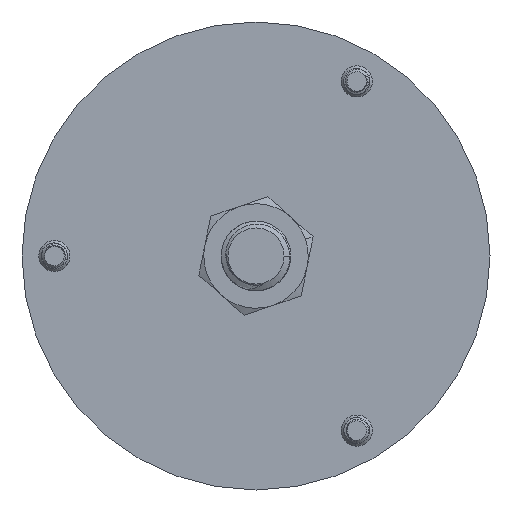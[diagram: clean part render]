
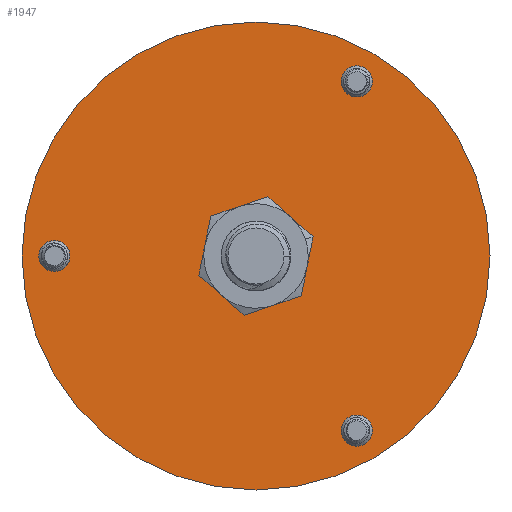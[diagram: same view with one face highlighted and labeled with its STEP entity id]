
A CAD part, front view. The second image highlights one B-rep face of the part: STEP entity #1947.
In plain terms, the highlighted planar face has unit normal (0, -1, 0).
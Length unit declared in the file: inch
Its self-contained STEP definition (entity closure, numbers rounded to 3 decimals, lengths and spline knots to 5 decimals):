
#181 = DIRECTION ( 'NONE',  ( 0., 1., 0. ) ) ;
#540 = CARTESIAN_POINT ( 'NONE',  ( -1.823, 0., 0.1405 ) ) ;
#659 = EDGE_CURVE ( 'NONE', #2794, #781, #11920, .T. ) ;
#704 = CARTESIAN_POINT ( 'NONE',  ( 0., 0., -0.32 ) ) ;
#781 = VERTEX_POINT ( 'NONE', #1767 ) ;
#782 = EDGE_CURVE ( 'NONE', #5378, #5716, #10586, .T. ) ;
#975 = AXIS2_PLACEMENT_3D ( 'NONE', #15629, #7657, #14063 ) ;
#1378 = CARTESIAN_POINT ( 'NONE',  ( 0., 0., -2.116 ) ) ;
#1485 = AXIS2_PLACEMENT_3D ( 'NONE', #6634, #181, #14715 ) ;
#1767 = CARTESIAN_POINT ( 'NONE',  ( 0.9115, 0., -1.71926 ) ) ;
#1789 = CIRCLE ( 'NONE', #13581, 2.116 ) ;
#1837 = CARTESIAN_POINT ( 'NONE',  ( 0.9115, 0., 1.57876 ) ) ;
#1886 = CARTESIAN_POINT ( 'NONE',  ( 0., 0., 0. ) ) ;
#1947 = ADVANCED_FACE ( 'NONE', ( #12570, #4658, #11090, #4455, #4560 ), #17487, .F. ) ;
#2476 = DIRECTION ( 'NONE',  ( 0., 0., 1. ) ) ;
#2576 = CARTESIAN_POINT ( 'NONE',  ( 0., 0., 0. ) ) ;
#2794 = VERTEX_POINT ( 'NONE', #18014 ) ;
#3005 = CIRCLE ( 'NONE', #975, 0.1405 ) ;
#3105 = DIRECTION ( 'NONE',  ( 0., 1., 0. ) ) ;
#3158 = EDGE_LOOP ( 'NONE', ( #16751, #13404 ) ) ;
#3527 = DIRECTION ( 'NONE',  ( 0., 1., 0. ) ) ;
#3625 = DIRECTION ( 'NONE',  ( 0., 0., 1. ) ) ;
#4307 = CIRCLE ( 'NONE', #13722, 0.1405 ) ;
#4455 = FACE_BOUND ( 'NONE', #15318, .T. ) ;
#4560 = FACE_OUTER_BOUND ( 'NONE', #3158, .T. ) ;
#4658 = FACE_BOUND ( 'NONE', #6176, .T. ) ;
#4835 = CARTESIAN_POINT ( 'NONE',  ( 0.9115, 0., -1.57876 ) ) ;
#4858 = DIRECTION ( 'NONE',  ( 0., 0., 1. ) ) ;
#4864 = AXIS2_PLACEMENT_3D ( 'NONE', #4835, #15494, #7808 ) ;
#5204 = ORIENTED_EDGE ( 'NONE', *, *, #14209, .T. ) ;
#5276 = CARTESIAN_POINT ( 'NONE',  ( -1.823, 0., -0.1405 ) ) ;
#5378 = VERTEX_POINT ( 'NONE', #12330 ) ;
#5594 = ORIENTED_EDGE ( 'NONE', *, *, #659, .T. ) ;
#5716 = VERTEX_POINT ( 'NONE', #704 ) ;
#6176 = EDGE_LOOP ( 'NONE', ( #5594, #19364 ) ) ;
#6385 = CARTESIAN_POINT ( 'NONE',  ( 0., 0., 0. ) ) ;
#6447 = EDGE_CURVE ( 'NONE', #16024, #9241, #1789, .T. ) ;
#6634 = CARTESIAN_POINT ( 'NONE',  ( 0., 0., 0. ) ) ;
#6863 = CIRCLE ( 'NONE', #11556, 2.116 ) ;
#7279 = DIRECTION ( 'NONE',  ( 0., 0., 1. ) ) ;
#7657 = DIRECTION ( 'NONE',  ( 0., 1., 0. ) ) ;
#7808 = DIRECTION ( 'NONE',  ( 0., 0., 1. ) ) ;
#7895 = AXIS2_PLACEMENT_3D ( 'NONE', #19777, #16627, #7279 ) ;
#8521 = EDGE_LOOP ( 'NONE', ( #13696, #11836 ) ) ;
#8937 = EDGE_CURVE ( 'NONE', #10536, #16409, #18430, .T. ) ;
#9023 = DIRECTION ( 'NONE',  ( 0., 0., 1. ) ) ;
#9222 = DIRECTION ( 'NONE',  ( 0., 0., 1. ) ) ;
#9241 = VERTEX_POINT ( 'NONE', #1378 ) ;
#10034 = CIRCLE ( 'NONE', #18078, 0.1405 ) ;
#10066 = EDGE_CURVE ( 'NONE', #16409, #10536, #3005, .T. ) ;
#10270 = ORIENTED_EDGE ( 'NONE', *, *, #14809, .T. ) ;
#10379 = DIRECTION ( 'NONE',  ( 0., 1., 0. ) ) ;
#10536 = VERTEX_POINT ( 'NONE', #19809 ) ;
#10586 = CIRCLE ( 'NONE', #1485, 0.32 ) ;
#10785 = DIRECTION ( 'NONE',  ( 0., 1., 0. ) ) ;
#10798 = CARTESIAN_POINT ( 'NONE',  ( -1.823, 0., 0. ) ) ;
#11090 = FACE_BOUND ( 'NONE', #8521, .T. ) ;
#11556 = AXIS2_PLACEMENT_3D ( 'NONE', #2576, #16893, #2476 ) ;
#11583 = ORIENTED_EDGE ( 'NONE', *, *, #782, .T. ) ;
#11836 = ORIENTED_EDGE ( 'NONE', *, *, #8937, .T. ) ;
#11920 = CIRCLE ( 'NONE', #4864, 0.1405 ) ;
#12330 = CARTESIAN_POINT ( 'NONE',  ( 0., 0., 0.32 ) ) ;
#12570 = FACE_BOUND ( 'NONE', #16325, .T. ) ;
#13252 = CIRCLE ( 'NONE', #7895, 0.1405 ) ;
#13404 = ORIENTED_EDGE ( 'NONE', *, *, #6447, .F. ) ;
#13581 = AXIS2_PLACEMENT_3D ( 'NONE', #6385, #3105, #17719 ) ;
#13696 = ORIENTED_EDGE ( 'NONE', *, *, #10066, .T. ) ;
#13722 = AXIS2_PLACEMENT_3D ( 'NONE', #14107, #20304, #20519 ) ;
#13755 = AXIS2_PLACEMENT_3D ( 'NONE', #1886, #16519, #4858 ) ;
#13838 = CARTESIAN_POINT ( 'NONE',  ( 0., 0., 0. ) ) ;
#14063 = DIRECTION ( 'NONE',  ( 0., 0., 1. ) ) ;
#14078 = AXIS2_PLACEMENT_3D ( 'NONE', #1837, #3527, #3625 ) ;
#14107 = CARTESIAN_POINT ( 'NONE',  ( -1.823, 0., 0. ) ) ;
#14209 = EDGE_CURVE ( 'NONE', #20376, #20123, #4307, .T. ) ;
#14715 = DIRECTION ( 'NONE',  ( 0., 0., 1. ) ) ;
#14809 = EDGE_CURVE ( 'NONE', #20123, #20376, #10034, .T. ) ;
#15160 = CARTESIAN_POINT ( 'NONE',  ( 0.9115, 0., 1.71926 ) ) ;
#15318 = EDGE_LOOP ( 'NONE', ( #10270, #5204 ) ) ;
#15347 = EDGE_CURVE ( 'NONE', #5716, #5378, #17775, .T. ) ;
#15494 = DIRECTION ( 'NONE',  ( 0., 1., 0. ) ) ;
#15629 = CARTESIAN_POINT ( 'NONE',  ( 0.9115, 0., 1.57876 ) ) ;
#16024 = VERTEX_POINT ( 'NONE', #20011 ) ;
#16325 = EDGE_LOOP ( 'NONE', ( #11583, #16887 ) ) ;
#16409 = VERTEX_POINT ( 'NONE', #15160 ) ;
#16519 = DIRECTION ( 'NONE',  ( 0., 1., 0. ) ) ;
#16627 = DIRECTION ( 'NONE',  ( 0., 1., 0. ) ) ;
#16751 = ORIENTED_EDGE ( 'NONE', *, *, #19795, .F. ) ;
#16887 = ORIENTED_EDGE ( 'NONE', *, *, #15347, .T. ) ;
#16893 = DIRECTION ( 'NONE',  ( 0., 1., 0. ) ) ;
#17487 = PLANE ( 'NONE',  #18547 ) ;
#17719 = DIRECTION ( 'NONE',  ( 0., 0., 1. ) ) ;
#17775 = CIRCLE ( 'NONE', #13755, 0.32 ) ;
#18014 = CARTESIAN_POINT ( 'NONE',  ( 0.9115, 0., -1.43826 ) ) ;
#18078 = AXIS2_PLACEMENT_3D ( 'NONE', #10798, #10379, #9023 ) ;
#18430 = CIRCLE ( 'NONE', #14078, 0.1405 ) ;
#18547 = AXIS2_PLACEMENT_3D ( 'NONE', #13838, #10785, #9222 ) ;
#19364 = ORIENTED_EDGE ( 'NONE', *, *, #20500, .T. ) ;
#19777 = CARTESIAN_POINT ( 'NONE',  ( 0.9115, 0., -1.57876 ) ) ;
#19795 = EDGE_CURVE ( 'NONE', #9241, #16024, #6863, .T. ) ;
#19809 = CARTESIAN_POINT ( 'NONE',  ( 0.9115, 0., 1.43826 ) ) ;
#20011 = CARTESIAN_POINT ( 'NONE',  ( 0., 0., 2.116 ) ) ;
#20123 = VERTEX_POINT ( 'NONE', #540 ) ;
#20304 = DIRECTION ( 'NONE',  ( 0., 1., 0. ) ) ;
#20376 = VERTEX_POINT ( 'NONE', #5276 ) ;
#20500 = EDGE_CURVE ( 'NONE', #781, #2794, #13252, .T. ) ;
#20519 = DIRECTION ( 'NONE',  ( 0., 0., 1. ) ) ;
